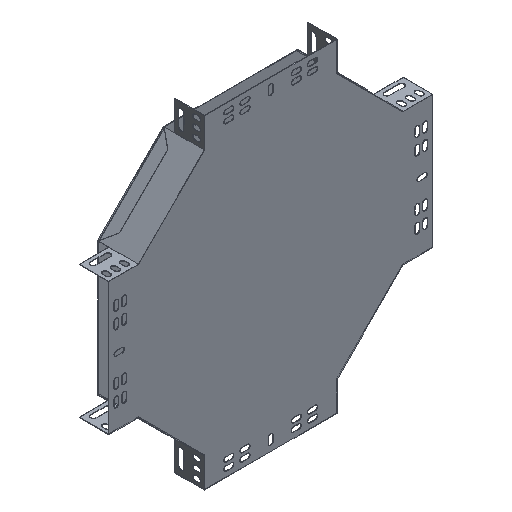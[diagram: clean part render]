
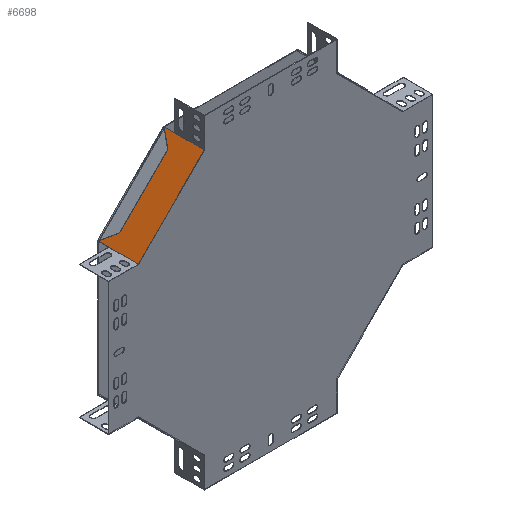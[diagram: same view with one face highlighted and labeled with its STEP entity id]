
A CAD part, isometric view. The second image highlights one B-rep face of the part: STEP entity #6698.
In plain terms, the highlighted planar face has unit normal (-0.707, 0, 0.707).
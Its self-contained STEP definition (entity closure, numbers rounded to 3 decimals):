
#143 = ORIENTED_EDGE ( 'NONE', *, *, #3462, .T. ) ;
#247 = DIRECTION ( 'NONE',  ( 0., -1., 0. ) ) ;
#585 = CARTESIAN_POINT ( 'NONE',  ( -192.336, 129.164, 105.05 ) ) ;
#597 = FACE_OUTER_BOUND ( 'NONE', #4837, .T. ) ;
#661 = DIRECTION ( 'NONE',  ( -0.707, 0., -0.707 ) ) ;
#745 = LINE ( 'NONE', #5355, #2970 ) ;
#836 = CARTESIAN_POINT ( 'NONE',  ( -92.336, 189.164, 205.05 ) ) ;
#1049 = LINE ( 'NONE', #11976, #7676 ) ;
#1471 = LINE ( 'NONE', #836, #11228 ) ;
#1724 = CARTESIAN_POINT ( 'NONE',  ( -192.336, 174.164, 105.05 ) ) ;
#2163 = LINE ( 'NONE', #3038, #11901 ) ;
#2392 = PLANE ( 'NONE',  #10128 ) ;
#2970 = VECTOR ( 'NONE', #661, 1000. ) ;
#3038 = CARTESIAN_POINT ( 'NONE',  ( -91.536, 129.164, 205.85 ) ) ;
#3165 = EDGE_CURVE ( 'NONE', #9359, #5080, #6099, .T. ) ;
#3282 = EDGE_CURVE ( 'NONE', #4781, #11319, #4915, .T. ) ;
#3449 = EDGE_CURVE ( 'NONE', #5080, #4781, #745, .T. ) ;
#3462 = EDGE_CURVE ( 'NONE', #11319, #10005, #1049, .T. ) ;
#3503 = CARTESIAN_POINT ( 'NONE',  ( -92.336, 174.164, 205.05 ) ) ;
#3537 = EDGE_CURVE ( 'NONE', #3587, #9359, #1471, .T. ) ;
#3587 = VERTEX_POINT ( 'NONE', #4700 ) ;
#3867 = CARTESIAN_POINT ( 'NONE',  ( -92.336, 189.164, 205.05 ) ) ;
#4287 = DIRECTION ( 'NONE',  ( 0.707, 0., -0.707 ) ) ;
#4700 = CARTESIAN_POINT ( 'NONE',  ( -92.336, 129.164, 205.05 ) ) ;
#4781 = VERTEX_POINT ( 'NONE', #8450 ) ;
#4837 = EDGE_LOOP ( 'NONE', ( #8971, #143, #10775, #9137, #10025, #6197 ) ) ;
#4907 = DIRECTION ( 'NONE',  ( -0.707, 0., -0.707 ) ) ;
#4915 = LINE ( 'NONE', #9674, #11867 ) ;
#5080 = VERTEX_POINT ( 'NONE', #8478 ) ;
#5355 = CARTESIAN_POINT ( 'NONE',  ( -192.336, 189.164, 105.05 ) ) ;
#5558 = DIRECTION ( 'NONE',  ( 0., 1., 0. ) ) ;
#6099 = LINE ( 'NONE', #3867, #11143 ) ;
#6197 = ORIENTED_EDGE ( 'NONE', *, *, #3449, .T. ) ;
#6698 = ADVANCED_FACE ( 'NONE', ( #597 ), #2392, .F. ) ;
#7275 = DIRECTION ( 'NONE',  ( 0., -1., 0. ) ) ;
#7676 = VECTOR ( 'NONE', #7275, 1000. ) ;
#8450 = CARTESIAN_POINT ( 'NONE',  ( -192.336, 189.164, 105.05 ) ) ;
#8478 = CARTESIAN_POINT ( 'NONE',  ( -92.336, 189.164, 205.05 ) ) ;
#8955 = CARTESIAN_POINT ( 'NONE',  ( -192.336, 189.164, 105.05 ) ) ;
#8971 = ORIENTED_EDGE ( 'NONE', *, *, #3282, .T. ) ;
#9137 = ORIENTED_EDGE ( 'NONE', *, *, #3537, .T. ) ;
#9359 = VERTEX_POINT ( 'NONE', #3503 ) ;
#9484 = DIRECTION ( 'NONE',  ( 0., 1., 0. ) ) ;
#9674 = CARTESIAN_POINT ( 'NONE',  ( -192.336, 189.164, 105.05 ) ) ;
#10005 = VERTEX_POINT ( 'NONE', #585 ) ;
#10025 = ORIENTED_EDGE ( 'NONE', *, *, #3165, .T. ) ;
#10128 = AXIS2_PLACEMENT_3D ( 'NONE', #8955, #4287, #10880 ) ;
#10263 = EDGE_CURVE ( 'NONE', #3587, #10005, #2163, .T. ) ;
#10775 = ORIENTED_EDGE ( 'NONE', *, *, #10263, .F. ) ;
#10880 = DIRECTION ( 'NONE',  ( -0.707, 0., -0.707 ) ) ;
#11143 = VECTOR ( 'NONE', #9484, 1000. ) ;
#11228 = VECTOR ( 'NONE', #5558, 1000. ) ;
#11319 = VERTEX_POINT ( 'NONE', #1724 ) ;
#11867 = VECTOR ( 'NONE', #247, 1000. ) ;
#11901 = VECTOR ( 'NONE', #4907, 1000. ) ;
#11976 = CARTESIAN_POINT ( 'NONE',  ( -192.336, 174.164, 105.05 ) ) ;
